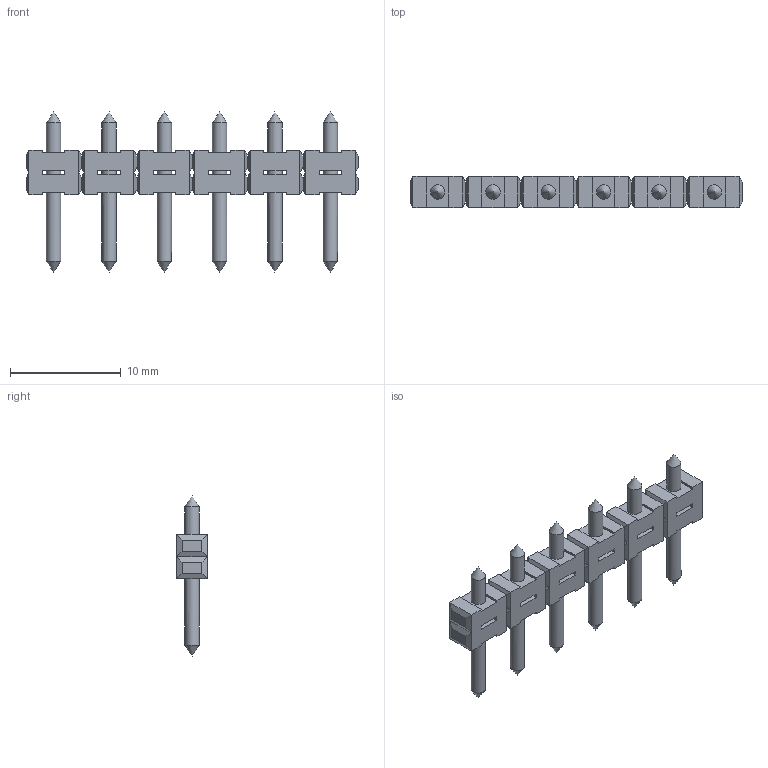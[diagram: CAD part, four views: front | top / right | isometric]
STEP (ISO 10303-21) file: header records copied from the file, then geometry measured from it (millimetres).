
FILE_DESCRIPTION(('STEP AP214'),'1');
FILE_NAME('PVSD06-5.stp','2018-11-21T09:54:21',(' '),(' '),'Spatial InterOp 3D',' ',' ');
FILE_SCHEMA(('AUTOMOTIVE_DESIGN { 1 0 10303 214 1 1 1 1 }'));
Length unit declared in the file: metre
Products named in the file (1): 1
Bounding box: 30 x 2.8 x 14.5 mm (x, y, z)
Volume: 376.1 mm3; surface area: 776.5 mm2
Topology: 1 solids, 1 shells, 226 faces, 578 edges, 344 vertices
Faces by surface type: plane 196, cylinder 18, cone 12
Full cylindrical faces by diameter (mm): 1.3 x18
Entity records: 8033 total; most frequent: CARTESIAN_POINT 1059, ORIENTED_EDGE 1024, DIRECTION 1002, EDGE_CURVE 512, LINE 476, VECTOR 476, VERTEX_POINT 320, EDGE_LOOP 280
